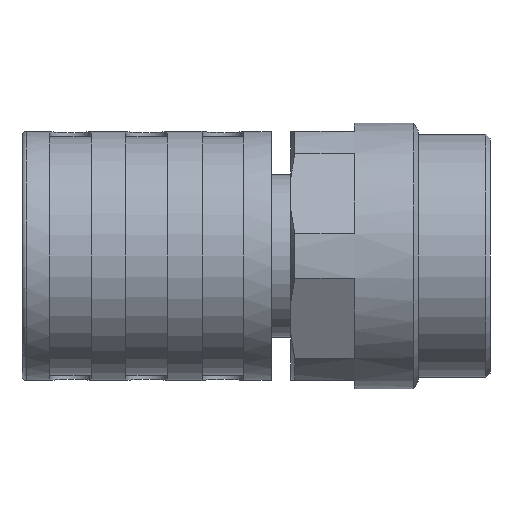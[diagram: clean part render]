
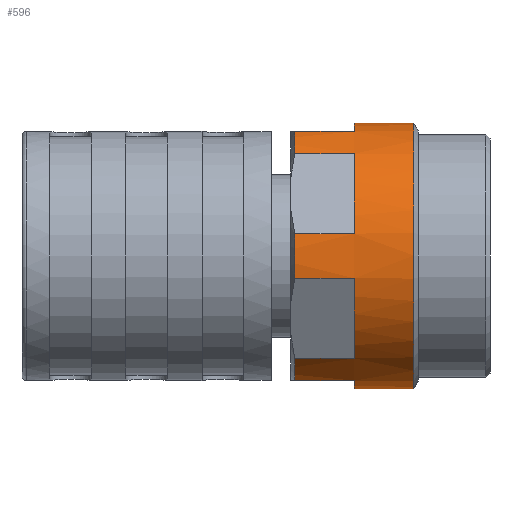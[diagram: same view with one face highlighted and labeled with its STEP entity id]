
A CAD part, front view. The second image highlights one B-rep face of the part: STEP entity #596.
In plain terms, the highlighted cylindrical face has radius 4.8 mm (diameter 9.6 mm), a full revolution.
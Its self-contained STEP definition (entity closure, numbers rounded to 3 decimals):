
#352=LINE('',#3094,#475);
#353=LINE('',#3099,#476);
#354=LINE('',#3103,#477);
#355=LINE('',#3107,#478);
#356=LINE('',#3111,#479);
#357=LINE('',#3115,#480);
#358=LINE('',#3119,#481);
#359=LINE('',#3123,#482);
#360=LINE('',#3127,#483);
#361=LINE('',#3131,#484);
#362=LINE('',#3135,#485);
#363=LINE('',#3139,#486);
#475=VECTOR('',#2466,1.);
#476=VECTOR('',#2469,1.);
#477=VECTOR('',#2472,1.);
#478=VECTOR('',#2475,1.);
#479=VECTOR('',#2478,1.);
#480=VECTOR('',#2481,1.);
#481=VECTOR('',#2484,1.);
#482=VECTOR('',#2487,1.);
#483=VECTOR('',#2490,1.);
#484=VECTOR('',#2493,1.);
#485=VECTOR('',#2496,1.);
#486=VECTOR('',#2499,1.);
#596=ADVANCED_FACE('',(#778,#779),#724,.T.);
#724=CYLINDRICAL_SURFACE('',#2202,4.8);
#778=FACE_BOUND('',#846,.T.);
#779=FACE_BOUND('',#847,.T.);
#846=EDGE_LOOP('',(#1023));
#847=EDGE_LOOP('',(#1024,#1025,#1026,#1027,#1028,#1029,#1030,#1031,#1032,
#1033,#1034,#1035,#1036,#1037,#1038,#1039,#1040,#1041,#1042,#1043,#1044,
#1045,#1046,#1047));
#1023=ORIENTED_EDGE('',*,*,#1799,.T.);
#1024=ORIENTED_EDGE('',*,*,#1800,.F.);
#1025=ORIENTED_EDGE('',*,*,#1801,.T.);
#1026=ORIENTED_EDGE('',*,*,#1802,.F.);
#1027=ORIENTED_EDGE('',*,*,#1803,.T.);
#1028=ORIENTED_EDGE('',*,*,#1804,.F.);
#1029=ORIENTED_EDGE('',*,*,#1805,.T.);
#1030=ORIENTED_EDGE('',*,*,#1806,.F.);
#1031=ORIENTED_EDGE('',*,*,#1807,.T.);
#1032=ORIENTED_EDGE('',*,*,#1808,.F.);
#1033=ORIENTED_EDGE('',*,*,#1809,.T.);
#1034=ORIENTED_EDGE('',*,*,#1810,.F.);
#1035=ORIENTED_EDGE('',*,*,#1811,.T.);
#1036=ORIENTED_EDGE('',*,*,#1812,.F.);
#1037=ORIENTED_EDGE('',*,*,#1813,.T.);
#1038=ORIENTED_EDGE('',*,*,#1814,.F.);
#1039=ORIENTED_EDGE('',*,*,#1815,.T.);
#1040=ORIENTED_EDGE('',*,*,#1816,.F.);
#1041=ORIENTED_EDGE('',*,*,#1817,.T.);
#1042=ORIENTED_EDGE('',*,*,#1818,.F.);
#1043=ORIENTED_EDGE('',*,*,#1819,.T.);
#1044=ORIENTED_EDGE('',*,*,#1820,.F.);
#1045=ORIENTED_EDGE('',*,*,#1821,.T.);
#1046=ORIENTED_EDGE('',*,*,#1822,.F.);
#1047=ORIENTED_EDGE('',*,*,#1823,.T.);
#1600=VERTEX_POINT('',#3093);
#1601=VERTEX_POINT('',#3095);
#1602=VERTEX_POINT('',#3096);
#1603=VERTEX_POINT('',#3098);
#1604=VERTEX_POINT('',#3100);
#1605=VERTEX_POINT('',#3102);
#1606=VERTEX_POINT('',#3104);
#1607=VERTEX_POINT('',#3106);
#1608=VERTEX_POINT('',#3108);
#1609=VERTEX_POINT('',#3110);
#1610=VERTEX_POINT('',#3112);
#1611=VERTEX_POINT('',#3114);
#1612=VERTEX_POINT('',#3116);
#1613=VERTEX_POINT('',#3118);
#1614=VERTEX_POINT('',#3120);
#1615=VERTEX_POINT('',#3122);
#1616=VERTEX_POINT('',#3124);
#1617=VERTEX_POINT('',#3126);
#1618=VERTEX_POINT('',#3128);
#1619=VERTEX_POINT('',#3130);
#1620=VERTEX_POINT('',#3132);
#1621=VERTEX_POINT('',#3134);
#1622=VERTEX_POINT('',#3136);
#1623=VERTEX_POINT('',#3138);
#1624=VERTEX_POINT('',#3140);
#1799=EDGE_CURVE('',#1600,#1600,#2082,.T.);
#1800=EDGE_CURVE('',#1601,#1602,#352,.T.);
#1801=EDGE_CURVE('',#1601,#1603,#2083,.T.);
#1802=EDGE_CURVE('',#1604,#1603,#353,.T.);
#1803=EDGE_CURVE('',#1604,#1605,#2084,.T.);
#1804=EDGE_CURVE('',#1606,#1605,#354,.T.);
#1805=EDGE_CURVE('',#1606,#1607,#2085,.T.);
#1806=EDGE_CURVE('',#1608,#1607,#355,.T.);
#1807=EDGE_CURVE('',#1608,#1609,#2086,.T.);
#1808=EDGE_CURVE('',#1610,#1609,#356,.T.);
#1809=EDGE_CURVE('',#1610,#1611,#2087,.T.);
#1810=EDGE_CURVE('',#1612,#1611,#357,.T.);
#1811=EDGE_CURVE('',#1612,#1613,#2088,.T.);
#1812=EDGE_CURVE('',#1614,#1613,#358,.T.);
#1813=EDGE_CURVE('',#1614,#1615,#2089,.T.);
#1814=EDGE_CURVE('',#1616,#1615,#359,.T.);
#1815=EDGE_CURVE('',#1616,#1617,#2090,.T.);
#1816=EDGE_CURVE('',#1618,#1617,#360,.T.);
#1817=EDGE_CURVE('',#1618,#1619,#2091,.T.);
#1818=EDGE_CURVE('',#1620,#1619,#361,.T.);
#1819=EDGE_CURVE('',#1620,#1621,#2092,.T.);
#1820=EDGE_CURVE('',#1622,#1621,#362,.T.);
#1821=EDGE_CURVE('',#1622,#1623,#2093,.T.);
#1822=EDGE_CURVE('',#1624,#1623,#363,.T.);
#1823=EDGE_CURVE('',#1624,#1602,#2094,.T.);
#2082=CIRCLE('',#2189,4.8);
#2083=CIRCLE('',#2190,4.8);
#2084=CIRCLE('',#2191,4.8);
#2085=CIRCLE('',#2192,4.8);
#2086=CIRCLE('',#2193,4.8);
#2087=CIRCLE('',#2194,4.8);
#2088=CIRCLE('',#2195,4.8);
#2089=CIRCLE('',#2196,4.8);
#2090=CIRCLE('',#2197,4.8);
#2091=CIRCLE('',#2198,4.8);
#2092=CIRCLE('',#2199,4.8);
#2093=CIRCLE('',#2200,4.8);
#2094=CIRCLE('',#2201,4.8);
#2189=AXIS2_PLACEMENT_3D('',#3092,#2464,#2465);
#2190=AXIS2_PLACEMENT_3D('',#3097,#2467,#2468);
#2191=AXIS2_PLACEMENT_3D('',#3101,#2470,#2471);
#2192=AXIS2_PLACEMENT_3D('',#3105,#2473,#2474);
#2193=AXIS2_PLACEMENT_3D('',#3109,#2476,#2477);
#2194=AXIS2_PLACEMENT_3D('',#3113,#2479,#2480);
#2195=AXIS2_PLACEMENT_3D('',#3117,#2482,#2483);
#2196=AXIS2_PLACEMENT_3D('',#3121,#2485,#2486);
#2197=AXIS2_PLACEMENT_3D('',#3125,#2488,#2489);
#2198=AXIS2_PLACEMENT_3D('',#3129,#2491,#2492);
#2199=AXIS2_PLACEMENT_3D('',#3133,#2494,#2495);
#2200=AXIS2_PLACEMENT_3D('',#3137,#2497,#2498);
#2201=AXIS2_PLACEMENT_3D('',#3141,#2500,#2501);
#2202=AXIS2_PLACEMENT_3D('',#3142,#2502,#2503);
#2464=DIRECTION('',(-1.,0.,0.));
#2465=DIRECTION('',(0.,0.,1.));
#2466=DIRECTION('',(1.,0.,0.));
#2467=DIRECTION('',(1.,0.,0.));
#2468=DIRECTION('',(0.,0.,1.));
#2469=DIRECTION('',(-1.,0.,0.));
#2470=DIRECTION('',(1.,0.,0.));
#2471=DIRECTION('',(0.,0.,1.));
#2472=DIRECTION('',(1.,0.,0.));
#2473=DIRECTION('',(1.,0.,0.));
#2474=DIRECTION('',(0.,0.,1.));
#2475=DIRECTION('',(-1.,0.,0.));
#2476=DIRECTION('',(1.,0.,0.));
#2477=DIRECTION('',(0.,0.,1.));
#2478=DIRECTION('',(1.,0.,0.));
#2479=DIRECTION('',(1.,0.,0.));
#2480=DIRECTION('',(0.,0.,1.));
#2481=DIRECTION('',(-1.,0.,0.));
#2482=DIRECTION('',(1.,0.,0.));
#2483=DIRECTION('',(0.,0.,1.));
#2484=DIRECTION('',(1.,0.,0.));
#2485=DIRECTION('',(1.,0.,0.));
#2486=DIRECTION('',(0.,0.,1.));
#2487=DIRECTION('',(-1.,0.,0.));
#2488=DIRECTION('',(1.,0.,0.));
#2489=DIRECTION('',(0.,0.,1.));
#2490=DIRECTION('',(1.,0.,0.));
#2491=DIRECTION('',(1.,0.,0.));
#2492=DIRECTION('',(0.,0.,1.));
#2493=DIRECTION('',(-1.,0.,0.));
#2494=DIRECTION('',(1.,0.,0.));
#2495=DIRECTION('',(0.,0.,1.));
#2496=DIRECTION('',(1.,0.,0.));
#2497=DIRECTION('',(1.,0.,0.));
#2498=DIRECTION('',(0.,0.,1.));
#2499=DIRECTION('',(-1.,0.,0.));
#2500=DIRECTION('',(1.,0.,0.));
#2501=DIRECTION('',(0.,0.,1.));
#2502=DIRECTION('',(1.,0.,0.));
#2503=DIRECTION('',(0.,0.,-1.));
#3092=CARTESIAN_POINT('',(89.55,20.65,3.95));
#3093=CARTESIAN_POINT('',(89.55,20.65,8.75));
#3094=CARTESIAN_POINT('',(117.1,17.588,0.253));
#3095=CARTESIAN_POINT('',(85.25,17.588,0.253));
#3096=CARTESIAN_POINT('',(87.4,17.588,0.253));
#3097=CARTESIAN_POINT('',(85.25,20.65,3.95));
#3098=CARTESIAN_POINT('',(85.25,18.98,-0.55));
#3099=CARTESIAN_POINT('',(117.1,18.98,-0.55));
#3100=CARTESIAN_POINT('',(87.4,18.98,-0.55));
#3101=CARTESIAN_POINT('',(87.4,20.65,3.95));
#3102=CARTESIAN_POINT('',(87.4,22.32,-0.55));
#3103=CARTESIAN_POINT('',(117.1,22.32,-0.55));
#3104=CARTESIAN_POINT('',(85.25,22.32,-0.55));
#3105=CARTESIAN_POINT('',(85.25,20.65,3.95));
#3106=CARTESIAN_POINT('',(85.25,23.712,0.253));
#3107=CARTESIAN_POINT('',(117.1,23.712,0.253));
#3108=CARTESIAN_POINT('',(87.4,23.712,0.253));
#3109=CARTESIAN_POINT('',(87.4,20.65,3.95));
#3110=CARTESIAN_POINT('',(87.4,25.382,3.147));
#3111=CARTESIAN_POINT('',(117.1,25.382,3.147));
#3112=CARTESIAN_POINT('',(85.25,25.382,3.147));
#3113=CARTESIAN_POINT('',(85.25,20.65,3.95));
#3114=CARTESIAN_POINT('',(85.25,25.382,4.753));
#3115=CARTESIAN_POINT('',(117.1,25.382,4.753));
#3116=CARTESIAN_POINT('',(87.4,25.382,4.753));
#3117=CARTESIAN_POINT('',(87.4,20.65,3.95));
#3118=CARTESIAN_POINT('',(87.4,23.712,7.647));
#3119=CARTESIAN_POINT('',(117.1,23.712,7.647));
#3120=CARTESIAN_POINT('',(85.25,23.712,7.647));
#3121=CARTESIAN_POINT('',(85.25,20.65,3.95));
#3122=CARTESIAN_POINT('',(85.25,22.32,8.45));
#3123=CARTESIAN_POINT('',(117.1,22.32,8.45));
#3124=CARTESIAN_POINT('',(87.4,22.32,8.45));
#3125=CARTESIAN_POINT('',(87.4,20.65,3.95));
#3126=CARTESIAN_POINT('',(87.4,18.98,8.45));
#3127=CARTESIAN_POINT('',(117.1,18.98,8.45));
#3128=CARTESIAN_POINT('',(85.25,18.98,8.45));
#3129=CARTESIAN_POINT('',(85.25,20.65,3.95));
#3130=CARTESIAN_POINT('',(85.25,17.588,7.647));
#3131=CARTESIAN_POINT('',(117.1,17.588,7.647));
#3132=CARTESIAN_POINT('',(87.4,17.588,7.647));
#3133=CARTESIAN_POINT('',(87.4,20.65,3.95));
#3134=CARTESIAN_POINT('',(87.4,15.918,4.753));
#3135=CARTESIAN_POINT('',(117.1,15.918,4.753));
#3136=CARTESIAN_POINT('',(85.25,15.918,4.753));
#3137=CARTESIAN_POINT('',(85.25,20.65,3.95));
#3138=CARTESIAN_POINT('',(85.25,15.918,3.147));
#3139=CARTESIAN_POINT('',(117.1,15.918,3.147));
#3140=CARTESIAN_POINT('',(87.4,15.918,3.147));
#3141=CARTESIAN_POINT('',(87.4,20.65,3.95));
#3142=CARTESIAN_POINT('',(117.1,20.65,3.95));
